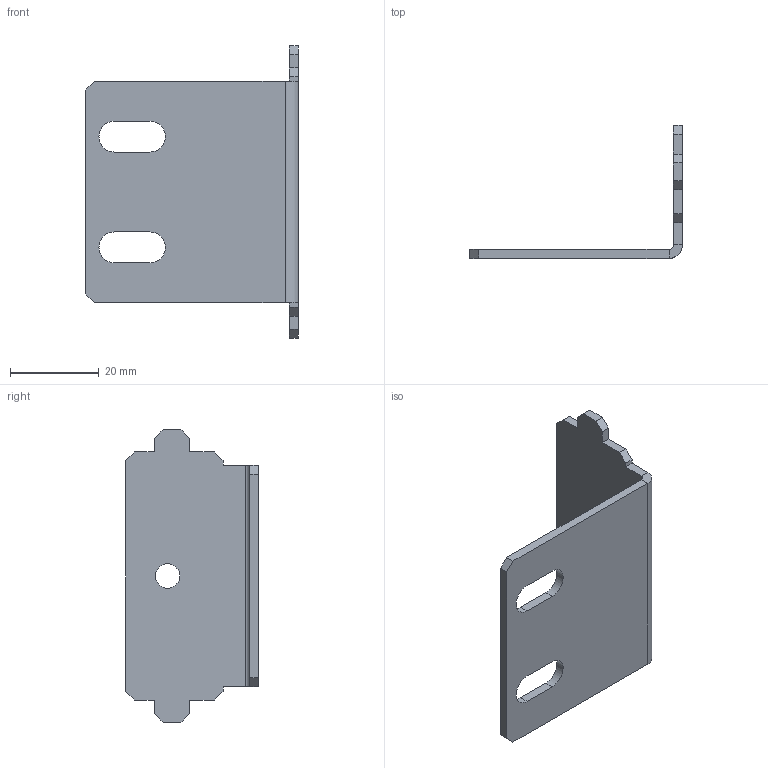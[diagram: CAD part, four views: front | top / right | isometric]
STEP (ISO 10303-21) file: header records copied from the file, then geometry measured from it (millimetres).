
FILE_DESCRIPTION (( 'STEP AP203' ), '1' );
FILE_NAME ('MA1.700.060020.01.02 Ñòîïîð ìîíòàæíîé ïàíåëè íèæíèé.STEP', '2025-01-09T10:24:40', ( '' ), ( '' ), 'SwSTEP 2.0', 'SolidWorks 2021', '' );
FILE_SCHEMA (( 'CONFIG_CONTROL_DESIGN' ));
Length unit declared in the file: millimetre
Products named in the file (1): MA1.700.060020.01.02 Ñòîïîð ìîíòàæíîé ïàíåëè íèæíèé
Bounding box: 48 x 30 x 66 mm (x, y, z)
Volume: 7472.7 mm3; surface area: 8200.4 mm2
Topology: 1 solids, 1 shells, 45 faces, 122 edges, 79 vertices
Faces by surface type: plane 38, cylinder 7
Full cylindrical faces by diameter (mm): 5.5 x1
Entity records: 1469 total; most frequent: CARTESIAN_POINT 244, ORIENTED_EDGE 240, DIRECTION 226, EDGE_CURVE 120, VECTOR 106, LINE 106, VERTEX_POINT 78, AXIS2_PLACEMENT_3D 60
